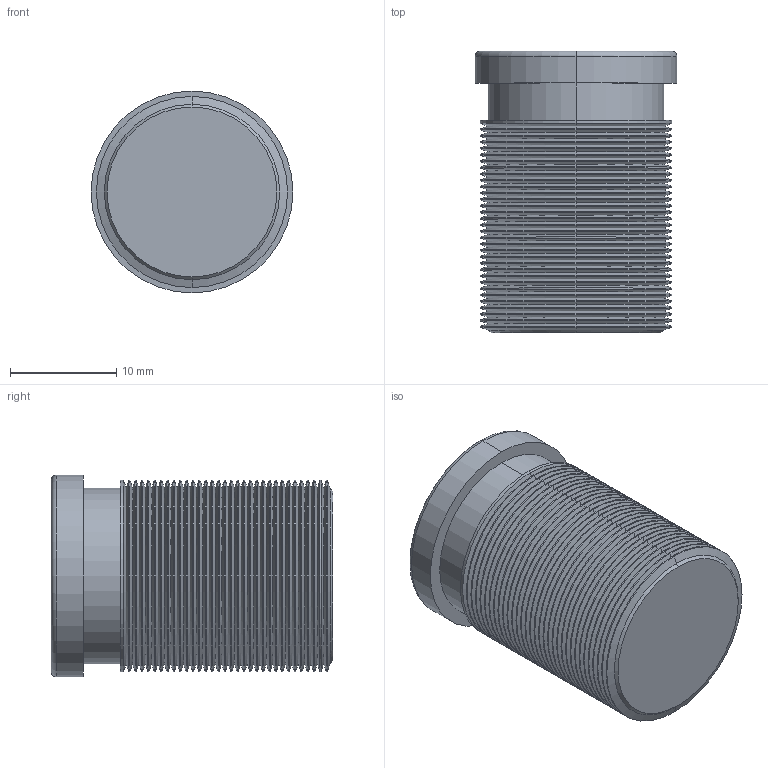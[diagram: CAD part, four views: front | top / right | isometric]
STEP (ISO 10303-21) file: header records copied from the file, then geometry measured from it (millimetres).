
FILE_DESCRIPTION (( 'STEP AP203' ), '1' );
FILE_NAME ('084.523.001.STEP', '2013-01-28T10:37:57', ( 'Alusic' ), ( 'Alusic' ), 'SwSTEP 2.0', 'SolidWorks 2011', '' );
FILE_SCHEMA (( 'CONFIG_CONTROL_DESIGN' ));
Length unit declared in the file: millimetre
Products named in the file (1): 084.523.001
Bounding box: 19 x 26.5 x 19 mm (x, y, z)
Volume: 6235.4 mm3; surface area: 4416.5 mm2
Topology: 2 solids, 2 shells, 219 faces, 439 edges, 226 vertices
Faces by surface type: cone 134, cylinder 75, plane 8, torus 2
Entity records: 5596 total; most frequent: DIRECTION 1103, CARTESIAN_POINT 885, ORIENTED_EDGE 878, AXIS2_PLACEMENT_3D 444, EDGE_CURVE 439, VERTEX_POINT 226, CIRCLE 224, EDGE_LOOP 223
